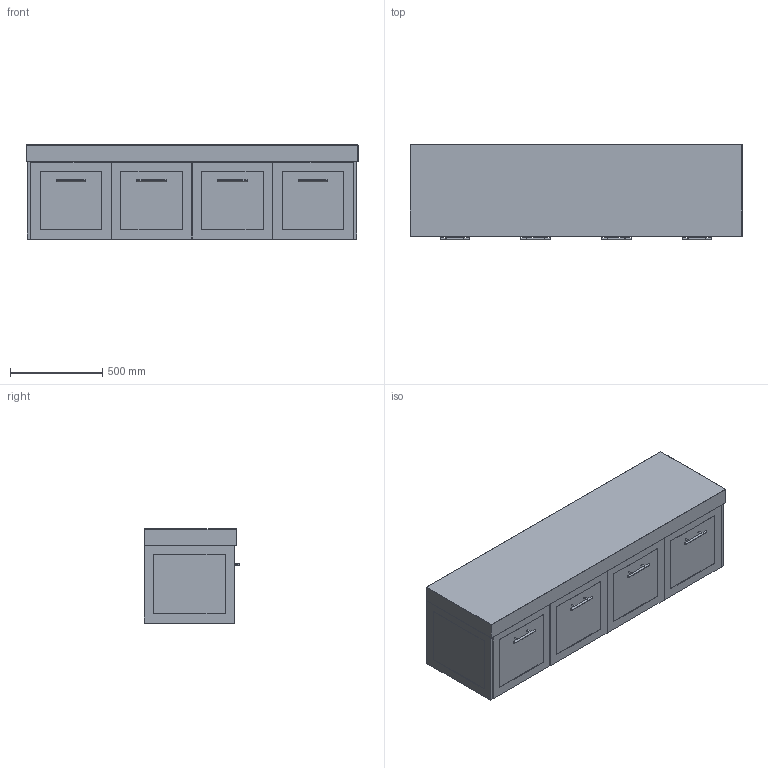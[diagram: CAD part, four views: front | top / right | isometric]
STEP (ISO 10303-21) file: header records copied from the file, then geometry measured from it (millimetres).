
FILE_DESCRIPTION(/* description */ (''),/* implementation_level */ '2;1');
FILE_NAME(/* name */ 'Kado Lux All-Door WH 1800 (90MM)',/* time_stamp */ '2025-07-09T14:55:58+10:00',/* author */ (''),/* organization */ (''),/* preprocessor_version */ 'ST-DEVELOPER v16.5',/* originating_system */ '',/* authorisation */ '');
FILE_SCHEMA (('AUTOMOTIVE_DESIGN'));
Length unit declared in the file: millimetre
Products named in the file (9): Document; Kado Lux All-Door WH 1800 (90MM); Kado Lux All-Door (Wall Hung)24; Kado Lux All-Door WH ALL23; Kado Lux All-Door WH 1800 Carcass192021; Kado Lux All-Door WH 1800 Carcass16; Cross Bar Handle 962345678910111213; Blank Benchtops ALL22; 1800 Benchtop (90mm)18
Assembly tree (11 placements, depth 6):
  Document
    Kado Lux All-Door WH 1800 (90MM)
      Kado Lux All-Door (Wall Hung)24
        Kado Lux All-Door WH ALL23
          Kado Lux All-Door WH 1800 Carcass192021
            Kado Lux All-Door WH 1800 Carcass16
            Cross Bar Handle 962345678910111213  x4
      Blank Benchtops ALL22
        1800 Benchtop (90mm)18
Bounding box: 1800 x 518 x 510 mm (x, y, z)
Volume: 59783859.8 mm3; surface area: 8551123.7 mm2
Topology: 14 solids, 14 shells, 168 faces, 353 edges, 214 vertices
Faces by surface type: plane 111, cylinder 35, bspline 22
Entity records: 3676 total; most frequent: CARTESIAN_POINT 1383, ORIENTED_EDGE 526, EDGE_CURVE 263, B_SPLINE_CURVE_WITH_KNOTS 231, VERTEX_POINT 166, DIRECTION 162, AXIS2_PLACEMENT_3D 139, EDGE_LOOP 133
